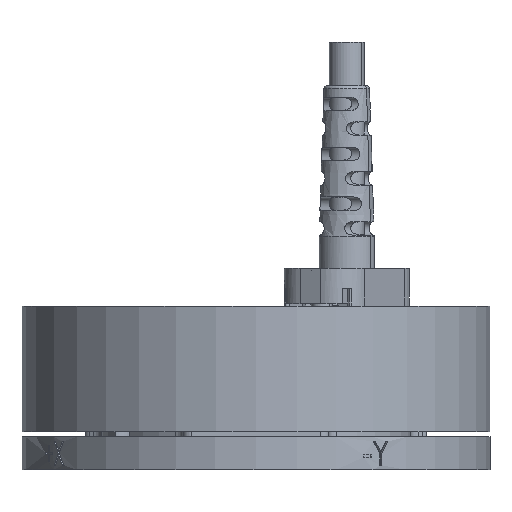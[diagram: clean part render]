
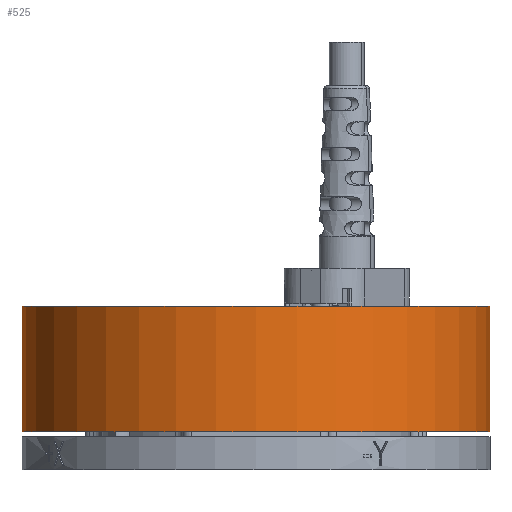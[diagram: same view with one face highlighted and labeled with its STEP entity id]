
A CAD part, front view. The second image highlights one B-rep face of the part: STEP entity #525.
In plain terms, the highlighted cylindrical face has radius 22.5 mm (diameter 45 mm), a partial arc.
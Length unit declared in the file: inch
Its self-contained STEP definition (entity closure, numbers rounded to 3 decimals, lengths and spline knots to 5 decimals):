
#525 = ADVANCED_FACE ( 'NONE', ( #3692 ), #4238, .T. ) ;
#779 = EDGE_CURVE ( 'NONE', #18045, #15256, #22408, .T. ) ;
#1987 = CARTESIAN_POINT ( 'NONE',  ( -0.88608, -0.0011, -0.475 ) ) ;
#2864 = ORIENTED_EDGE ( 'NONE', *, *, #16427, .T. ) ;
#3515 = CARTESIAN_POINT ( 'NONE',  ( 0.88557, 0.002, -0.475 ) ) ;
#3692 = FACE_OUTER_BOUND ( 'NONE', #5708, .T. ) ;
#4238 = CYLINDRICAL_SURFACE ( 'NONE', #25039, 0.88583 ) ;
#4858 = CARTESIAN_POINT ( 'NONE',  ( 0.88557, 0.002, -0.475 ) ) ;
#5708 = EDGE_LOOP ( 'NONE', ( #25882, #2864, #7967, #24975 ) ) ;
#5886 = DIRECTION ( 'NONE',  ( 0., 0., 1. ) ) ;
#7074 = VECTOR ( 'NONE', #8277, 39.37008 ) ;
#7089 = CARTESIAN_POINT ( 'NONE',  ( -0.00026, 0.00045, 0. ) ) ;
#7221 = DIRECTION ( 'NONE',  ( 0., 0., -1. ) ) ;
#7233 = LINE ( 'NONE', #3515, #24689 ) ;
#7967 = ORIENTED_EDGE ( 'NONE', *, *, #779, .T. ) ;
#8277 = DIRECTION ( 'NONE',  ( 0., 0., 1. ) ) ;
#11286 = AXIS2_PLACEMENT_3D ( 'NONE', #11549, #21971, #16057 ) ;
#11493 = DIRECTION ( 'NONE',  ( 0., 0., 1. ) ) ;
#11549 = CARTESIAN_POINT ( 'NONE',  ( -0.00026, 0.00045, -0.475 ) ) ;
#12830 = EDGE_CURVE ( 'NONE', #25259, #15256, #20778, .T. ) ;
#15086 = CARTESIAN_POINT ( 'NONE',  ( -0.88608, -0.0011, -0.475 ) ) ;
#15256 = VERTEX_POINT ( 'NONE', #21319 ) ;
#15452 = DIRECTION ( 'NONE',  ( 0.867, -0.498, 0. ) ) ;
#16057 = DIRECTION ( 'NONE',  ( -1., -0.002, 0. ) ) ;
#16427 = EDGE_CURVE ( 'NONE', #20838, #18045, #7233, .T. ) ;
#16955 = CIRCLE ( 'NONE', #11286, 0.88583 ) ;
#18045 = VERTEX_POINT ( 'NONE', #23781 ) ;
#20646 = AXIS2_PLACEMENT_3D ( 'NONE', #7089, #7221, #15452 ) ;
#20778 = LINE ( 'NONE', #1987, #7074 ) ;
#20838 = VERTEX_POINT ( 'NONE', #4858 ) ;
#21319 = CARTESIAN_POINT ( 'NONE',  ( -0.88608, -0.0011, 0. ) ) ;
#21971 = DIRECTION ( 'NONE',  ( 0., 0., 1. ) ) ;
#22408 = CIRCLE ( 'NONE', #20646, 0.88583 ) ;
#23781 = CARTESIAN_POINT ( 'NONE',  ( 0.88557, 0.002, 0. ) ) ;
#24689 = VECTOR ( 'NONE', #11493, 39.37008 ) ;
#24964 = CARTESIAN_POINT ( 'NONE',  ( -0.00026, 0.00045, -0.475 ) ) ;
#24975 = ORIENTED_EDGE ( 'NONE', *, *, #12830, .F. ) ;
#25039 = AXIS2_PLACEMENT_3D ( 'NONE', #24964, #5886, #26891 ) ;
#25093 = EDGE_CURVE ( 'NONE', #25259, #20838, #16955, .T. ) ;
#25259 = VERTEX_POINT ( 'NONE', #15086 ) ;
#25882 = ORIENTED_EDGE ( 'NONE', *, *, #25093, .T. ) ;
#26891 = DIRECTION ( 'NONE',  ( -1., -0.002, 0. ) ) ;
